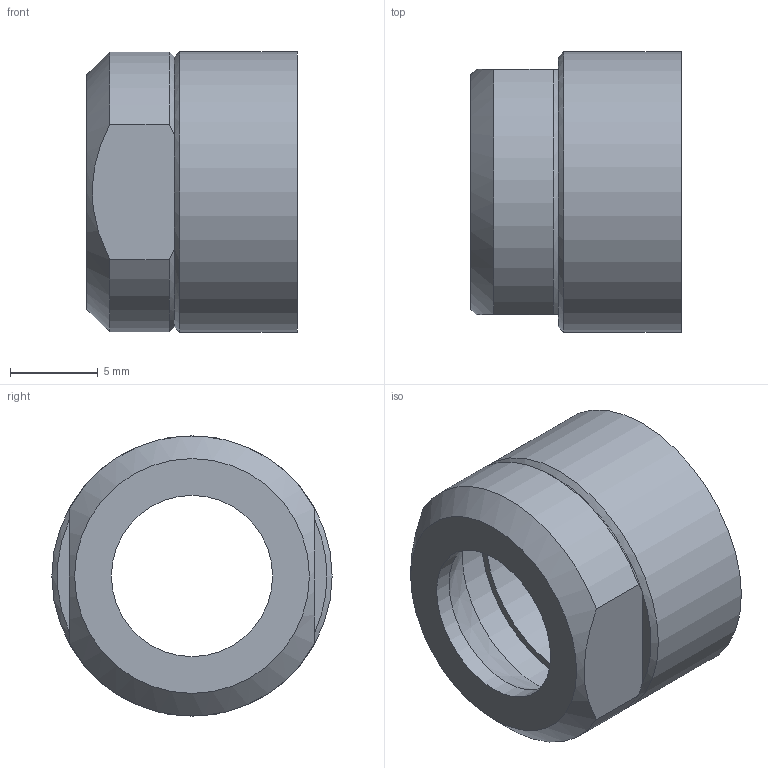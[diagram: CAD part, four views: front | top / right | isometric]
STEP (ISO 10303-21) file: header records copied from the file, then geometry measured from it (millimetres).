
FILE_DESCRIPTION(/* description */ ('Mini-Mutter für ER 11'),/* implementation_level */ '2;1');
FILE_NAME(/* name */ '9369845_3D.stp',/* time_stamp */ '2023-11-15T08:23:27+01:00',/* author */ ('DSteinicke'),/* organization */ (''),/* preprocessor_version */ 'ST-DEVELOPER v19.2',/* originating_system */ 'Autodesk Inventor 2024',/* authorisation */ '');
FILE_SCHEMA (('AUTOMOTIVE_DESIGN { 1 0 10303 214 3 1 1 }'));
Length unit declared in the file: millimetre
Products named in the file (1): 9369845
Bounding box: 12 x 16 x 16 mm (x, y, z)
Volume: 1008.4 mm3; surface area: 1271.6 mm2
Topology: 1 solids, 1 shells, 20 faces, 42 edges, 26 vertices
Faces by surface type: plane 8, cone 6, cylinder 6
Full cylindrical faces by diameter (mm): 9.2 x1, 12.19 x1, 13 x1, 16 x1
Entity records: 579 total; most frequent: CARTESIAN_POINT 103, DIRECTION 98, ORIENTED_EDGE 84, EDGE_CURVE 42, AXIS2_PLACEMENT_3D 42, VERTEX_POINT 26, EDGE_LOOP 24, CIRCLE 21
